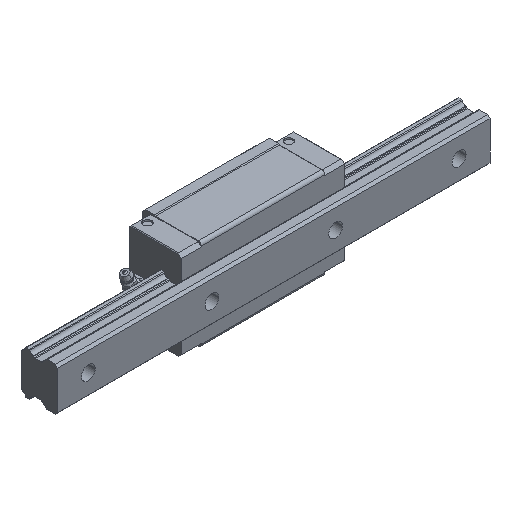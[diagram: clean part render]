
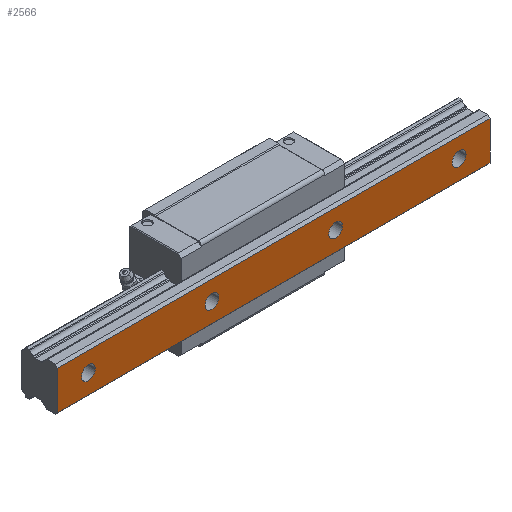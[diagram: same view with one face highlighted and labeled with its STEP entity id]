
A CAD part, isometric view. The second image highlights one B-rep face of the part: STEP entity #2566.
In plain terms, the highlighted planar face has unit normal (0, -1, 0).
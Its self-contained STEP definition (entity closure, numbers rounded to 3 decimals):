
#1242 = VERTEX_POINT( '', #3579 );
#1280 = VERTEX_POINT( '', #3621 );
#1314 = EDGE_CURVE( '', #1612, #2222, #3660, .T. );
#1324 = VERTEX_POINT( '', #3671 );
#1522 = EDGE_CURVE( '', #1242, #3410, #3886, .T. );
#1524 = EDGE_CURVE( '', #2178, #1658, #3888, .T. );
#1612 = VERTEX_POINT( '', #3982 );
#1658 = VERTEX_POINT( '', #4030 );
#1700 = EDGE_CURVE( '', #2678, #2252, #4078, .T. );
#2178 = VERTEX_POINT( '', #4613 );
#2202 = EDGE_CURVE( '', #1324, #2222, #4640, .T. );
#2220 = EDGE_CURVE( '', #1280, #2454, #4660, .T. );
#2222 = VERTEX_POINT( '', #4662 );
#2244 = VERTEX_POINT( '', #4689 );
#2252 = VERTEX_POINT( '', #4697 );
#2454 = VERTEX_POINT( '', #4915 );
#2566 = ADVANCED_FACE( '', ( #5040, #5041, #5042, #5043, #5044 ), #5045, .T. );
#2678 = VERTEX_POINT( '', #5167 );
#2686 = EDGE_CURVE( '', #1658, #2178, #5175, .T. );
#2782 = EDGE_CURVE( '', #2244, #1612, #5284, .T. );
#2872 = EDGE_CURVE( '', #3410, #1242, #5384, .T. );
#3270 = EDGE_CURVE( '', #1324, #2244, #5828, .T. );
#3294 = EDGE_CURVE( '', #2454, #1280, #5855, .T. );
#3410 = VERTEX_POINT( '', #5985 );
#3430 = EDGE_CURVE( '', #2252, #2678, #6007, .T. );
#3579 = CARTESIAN_POINT( '', ( 84.5, 0., 0. ) );
#3621 = CARTESIAN_POINT( '', ( 244.5, 0., 0. ) );
#3660 = LINE( '', #6301, #6302 );
#3671 = CARTESIAN_POINT( '', ( -20., 0., 12.5 ) );
#3886 = CIRCLE( '', #6652, 4.5 );
#3888 = CIRCLE( '', #6655, 4.5 );
#3982 = CARTESIAN_POINT( '', ( 260., 0., -12.5 ) );
#4030 = CARTESIAN_POINT( '', ( -4.5, 0., 0. ) );
#4078 = CIRCLE( '', #6951, 4.5 );
#4613 = CARTESIAN_POINT( '', ( 4.5, 0., 0. ) );
#4640 = LINE( '', #7784, #7785 );
#4660 = CIRCLE( '', #7807, 4.5 );
#4662 = CARTESIAN_POINT( '', ( 260., 0., 12.5 ) );
#4689 = CARTESIAN_POINT( '', ( -20., 0., -12.5 ) );
#4697 = CARTESIAN_POINT( '', ( 164.5, 0., 0. ) );
#4915 = CARTESIAN_POINT( '', ( 235.5, 0., 0. ) );
#5040 = FACE_BOUND( '', #8320, .T. );
#5041 = FACE_BOUND( '', #8321, .T. );
#5042 = FACE_BOUND( '', #8322, .T. );
#5043 = FACE_BOUND( '', #8323, .T. );
#5044 = FACE_OUTER_BOUND( '', #8324, .T. );
#5045 = PLANE( '', #8325 );
#5167 = CARTESIAN_POINT( '', ( 155.5, 0., 0. ) );
#5175 = CIRCLE( '', #8512, 4.5 );
#5284 = LINE( '', #8669, #8670 );
#5384 = CIRCLE( '', #8803, 4.5 );
#5828 = LINE( '', #9438, #9439 );
#5855 = CIRCLE( '', #9472, 4.5 );
#5985 = CARTESIAN_POINT( '', ( 75.5, 0., 0. ) );
#6007 = CIRCLE( '', #9689, 4.5 );
#6301 = CARTESIAN_POINT( '', ( 260., 0., 12.5 ) );
#6302 = VECTOR( '', #9953, 1. );
#6652 = AXIS2_PLACEMENT_3D( '', #10208, #10209, #10210 );
#6655 = AXIS2_PLACEMENT_3D( '', #10211, #10212, #10213 );
#6951 = AXIS2_PLACEMENT_3D( '', #10384, #10385, #10386 );
#7784 = CARTESIAN_POINT( '', ( -20., 0., 12.5 ) );
#7785 = VECTOR( '', #11068, 1. );
#7807 = AXIS2_PLACEMENT_3D( '', #11089, #11090, #11091 );
#8320 = EDGE_LOOP( '', ( #11542, #11543 ) );
#8321 = EDGE_LOOP( '', ( #11544, #11545 ) );
#8322 = EDGE_LOOP( '', ( #11546, #11547 ) );
#8323 = EDGE_LOOP( '', ( #11548, #11549 ) );
#8324 = EDGE_LOOP( '', ( #11550, #11551, #11552, #11553 ) );
#8325 = AXIS2_PLACEMENT_3D( '', #11554, #11555, #11556 );
#8512 = AXIS2_PLACEMENT_3D( '', #11709, #11710, #11711 );
#8669 = CARTESIAN_POINT( '', ( -20., 0., -12.5 ) );
#8670 = VECTOR( '', #11853, 1. );
#8803 = AXIS2_PLACEMENT_3D( '', #12000, #12001, #12002 );
#9438 = CARTESIAN_POINT( '', ( -20., 0., 12.5 ) );
#9439 = VECTOR( '', #12509, 1. );
#9472 = AXIS2_PLACEMENT_3D( '', #12538, #12539, #12540 );
#9689 = AXIS2_PLACEMENT_3D( '', #12707, #12708, #12709 );
#9953 = DIRECTION( '', ( 0., 0., 1. ) );
#10208 = CARTESIAN_POINT( '', ( 80., 0., 0. ) );
#10209 = DIRECTION( '', ( 0., 1., 0. ) );
#10210 = DIRECTION( '', ( 1., 0., 0. ) );
#10211 = CARTESIAN_POINT( '', ( 0., 0., 0. ) );
#10212 = DIRECTION( '', ( 0., 1., 0. ) );
#10213 = DIRECTION( '', ( 1., 0., 0. ) );
#10384 = CARTESIAN_POINT( '', ( 160., 0., 0. ) );
#10385 = DIRECTION( '', ( 0., 1., 0. ) );
#10386 = DIRECTION( '', ( 1., 0., 0. ) );
#11068 = DIRECTION( '', ( 1., 0., 0. ) );
#11089 = CARTESIAN_POINT( '', ( 240., 0., 0. ) );
#11090 = DIRECTION( '', ( 0., 1., 0. ) );
#11091 = DIRECTION( '', ( 1., 0., 0. ) );
#11542 = ORIENTED_EDGE( '', *, *, #1522, .T. );
#11543 = ORIENTED_EDGE( '', *, *, #2872, .T. );
#11544 = ORIENTED_EDGE( '', *, *, #3430, .T. );
#11545 = ORIENTED_EDGE( '', *, *, #1700, .T. );
#11546 = ORIENTED_EDGE( '', *, *, #2220, .T. );
#11547 = ORIENTED_EDGE( '', *, *, #3294, .T. );
#11548 = ORIENTED_EDGE( '', *, *, #1524, .T. );
#11549 = ORIENTED_EDGE( '', *, *, #2686, .T. );
#11550 = ORIENTED_EDGE( '', *, *, #1314, .T. );
#11551 = ORIENTED_EDGE( '', *, *, #2202, .F. );
#11552 = ORIENTED_EDGE( '', *, *, #3270, .T. );
#11553 = ORIENTED_EDGE( '', *, *, #2782, .T. );
#11554 = CARTESIAN_POINT( '', ( -20., 0., -12.5 ) );
#11555 = DIRECTION( '', ( 0., -1., 0. ) );
#11556 = DIRECTION( '', ( 0., 0., -1. ) );
#11709 = CARTESIAN_POINT( '', ( 0., 0., 0. ) );
#11710 = DIRECTION( '', ( 0., 1., 0. ) );
#11711 = DIRECTION( '', ( 1., 0., 0. ) );
#11853 = DIRECTION( '', ( 1., 0., 0. ) );
#12000 = CARTESIAN_POINT( '', ( 80., 0., 0. ) );
#12001 = DIRECTION( '', ( 0., 1., 0. ) );
#12002 = DIRECTION( '', ( 1., 0., 0. ) );
#12509 = DIRECTION( '', ( 0., 0., -1. ) );
#12538 = CARTESIAN_POINT( '', ( 240., 0., 0. ) );
#12539 = DIRECTION( '', ( 0., 1., 0. ) );
#12540 = DIRECTION( '', ( 1., 0., 0. ) );
#12707 = CARTESIAN_POINT( '', ( 160., 0., 0. ) );
#12708 = DIRECTION( '', ( 0., 1., 0. ) );
#12709 = DIRECTION( '', ( 1., 0., 0. ) );
